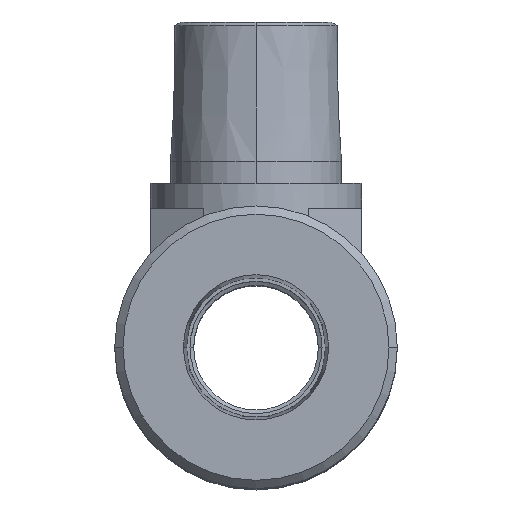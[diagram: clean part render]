
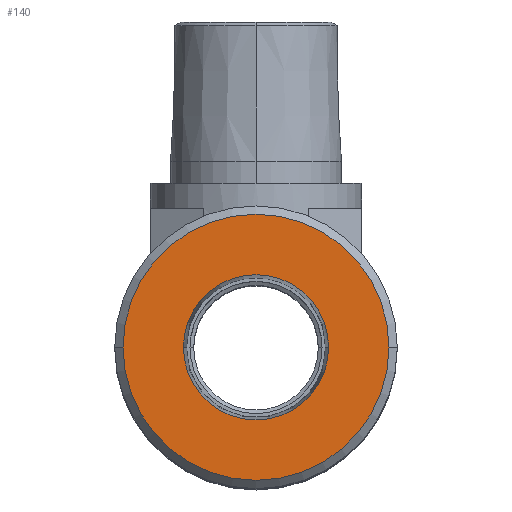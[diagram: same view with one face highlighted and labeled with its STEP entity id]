
A CAD part, top view. The second image highlights one B-rep face of the part: STEP entity #140.
In plain terms, the highlighted planar face has unit normal (0, 0, 1).
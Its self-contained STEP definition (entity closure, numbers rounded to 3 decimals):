
#140=ADVANCED_FACE('',(#301,#302),#303,.T.);
#301=FACE_OUTER_BOUND('',#544,.T.);
#302=FACE_BOUND('',#545,.T.);
#303=PLANE('',#546);
#544=EDGE_LOOP('',(#1069,#1070));
#545=EDGE_LOOP('',(#1071,#1072));
#546=AXIS2_PLACEMENT_3D('',#1073,#1074,#1075);
#1069=ORIENTED_EDGE('',*,*,#1409,.F.);
#1070=ORIENTED_EDGE('',*,*,#1241,.F.);
#1071=ORIENTED_EDGE('',*,*,#1357,.T.);
#1072=ORIENTED_EDGE('',*,*,#1329,.T.);
#1073=CARTESIAN_POINT('',(0.,0.0,24.0));
#1074=DIRECTION('',(0.0,0.0,1.0));
#1075=DIRECTION('',(1.0,0.0,0.0));
#1241=EDGE_CURVE('',#1435,#1438,#1439,.T.);
#1329=EDGE_CURVE('',#1598,#1595,#1599,.T.);
#1357=EDGE_CURVE('',#1595,#1598,#1640,.T.);
#1409=EDGE_CURVE('',#1438,#1435,#1712,.T.);
#1435=VERTEX_POINT('',#1744);
#1438=VERTEX_POINT('',#1748);
#1439=CIRCLE('',#1749,8.0);
#1595=VERTEX_POINT('',#1972);
#1598=VERTEX_POINT('',#1976);
#1599=CIRCLE('',#1977,4.368);
#1640=CIRCLE('',#2029,4.368);
#1712=CIRCLE('',#2125,8.0);
#1744=CARTESIAN_POINT('',(-8.0,0.,24.0));
#1748=CARTESIAN_POINT('',(8.0,0.,24.0));
#1749=AXIS2_PLACEMENT_3D('',#2183,#2184,#2185);
#1972=CARTESIAN_POINT('',(4.368,0.0,24.0));
#1976=CARTESIAN_POINT('',(-4.368,0.,24.0));
#1977=AXIS2_PLACEMENT_3D('',#2373,#2374,#2375);
#2029=AXIS2_PLACEMENT_3D('',#2435,#2436,#2437);
#2125=AXIS2_PLACEMENT_3D('',#2543,#2544,#2545);
#2183=CARTESIAN_POINT('',(0.0,0.0,24.0));
#2184=DIRECTION('',(0.0,0.0,-1.0));
#2185=DIRECTION('',(-1.0,0.0,0.0));
#2373=CARTESIAN_POINT('',(0.0,0.0,24.0));
#2374=DIRECTION('',(0.0,0.0,-1.0));
#2375=DIRECTION('',(1.0,0.0,0.0));
#2435=CARTESIAN_POINT('',(0.0,0.0,24.0));
#2436=DIRECTION('',(0.0,0.0,-1.0));
#2437=DIRECTION('',(1.0,0.0,0.0));
#2543=CARTESIAN_POINT('',(0.0,0.0,24.0));
#2544=DIRECTION('',(0.0,0.0,-1.0));
#2545=DIRECTION('',(-1.0,0.0,0.0));
